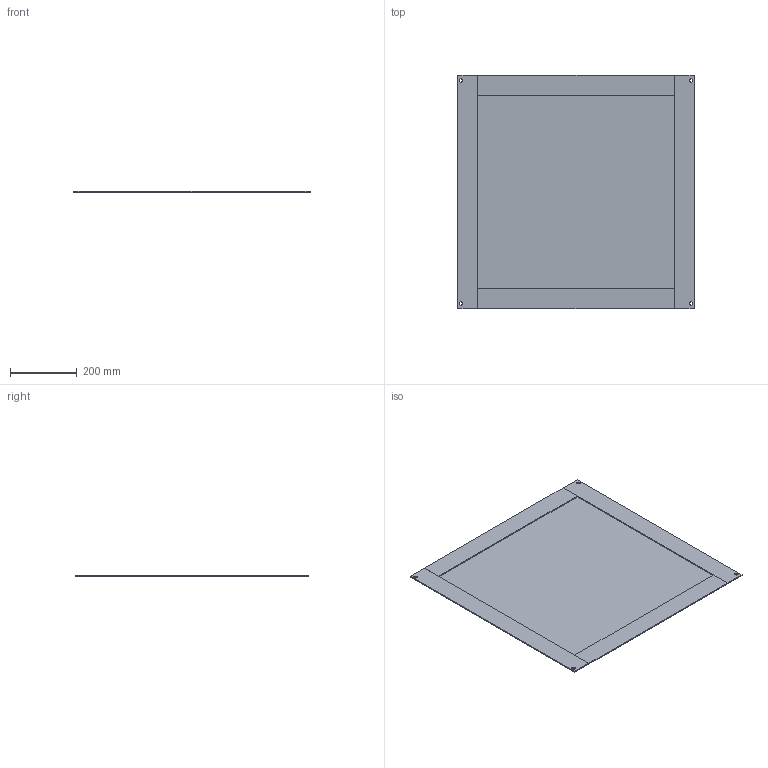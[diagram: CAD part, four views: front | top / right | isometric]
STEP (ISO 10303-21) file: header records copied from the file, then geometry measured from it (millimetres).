
FILE_DESCRIPTION (( 'STEP AP203' ), '1' );
FILE_NAME ('372N06S01-飛輪護罩.STEP', '2023-10-02T08:29:01', ( '' ), ( '' ), 'SwSTEP 2.0', 'SolidWorks 2018', '' );
FILE_SCHEMA (( 'CONFIG_CONTROL_DESIGN' ));
Length unit declared in the file: millimetre
Products named in the file (1): 372N06S01-飛輪護罩
Bounding box: 710 x 700 x 4.8 mm (x, y, z)
Volume: 1119314.7 mm3; surface area: 1112621.8 mm2
Topology: 5 solids, 5 shells, 34 faces, 76 edges, 52 vertices
Faces by surface type: plane 30, cylinder 4
Full cylindrical faces by diameter (mm): 10 x4
Entity records: 969 total; most frequent: CARTESIAN_POINT 151, DIRECTION 146, ORIENTED_EDGE 136, EDGE_CURVE 68, VECTOR 60, LINE 60, VERTEX_POINT 48, EDGE_LOOP 46
